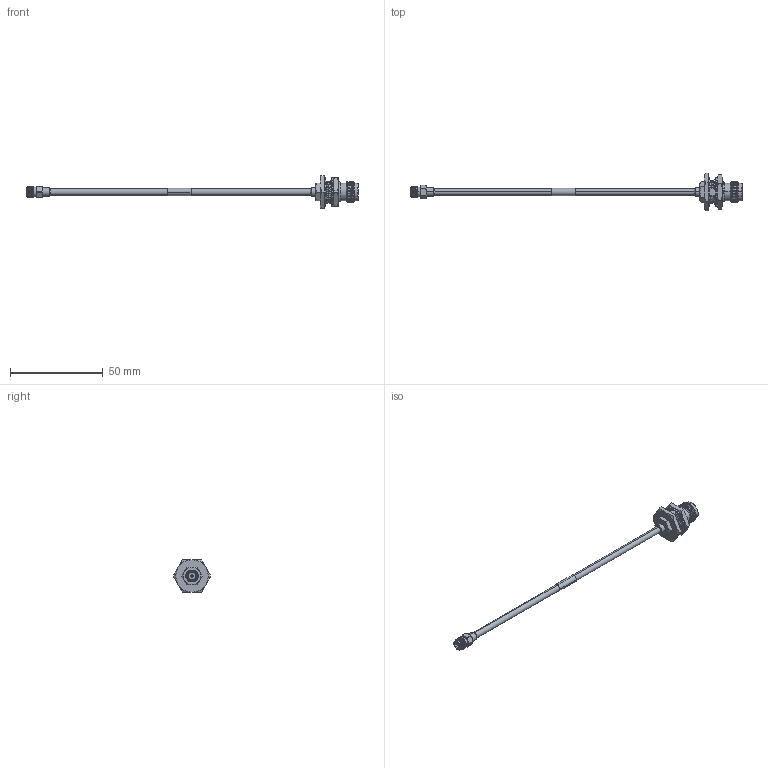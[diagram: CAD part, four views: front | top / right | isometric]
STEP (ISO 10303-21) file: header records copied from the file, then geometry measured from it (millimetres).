
FILE_DESCRIPTION (( 'STEP AP214' ), '1' );
FILE_NAME ('LCCA30433.step', '2020-05-01T19:49:45', ( '' ), ( '' ), 'SwSTEP 2.0', 'SolidWorks 2018', '' );
FILE_SCHEMA (( 'AUTOMOTIVE_DESIGN' ));
Length unit declared in the file: inch
Products named in the file (7): LCCA30433; LC141TB (141 FORMABLE); solder plug right^LCCA30433; LCCN3064; 1AW01-003_.152 ID; LCCN3047; solder plug left^LCCA30433
Assembly tree (6 placements, depth 2):
  LCCA30433
    LC141TB (141 FORMABLE)
    LCCN3047
    solder plug left^LCCA30433
    1AW01-003_.152 ID
    LCCN3064
    solder plug right^LCCA30433
Bounding box: 178.61 x 20.18 x 17.48 mm (x, y, z)
Volume: 4058.4 mm3; surface area: 5695.2 mm2
Topology: 11 solids, 11 shells, 364 faces, 954 edges, 628 vertices
Faces by surface type: cylinder 116, plane 87, bspline 79, cone 78, sphere 4
Entity records: 26907 total; most frequent: CARTESIAN_POINT 18402, ORIENTED_EDGE 1908, DIRECTION 1347, EDGE_CURVE 954, VERTEX_POINT 628, AXIS2_PLACEMENT_3D 555, EDGE_LOOP 396, ADVANCED_FACE 364
